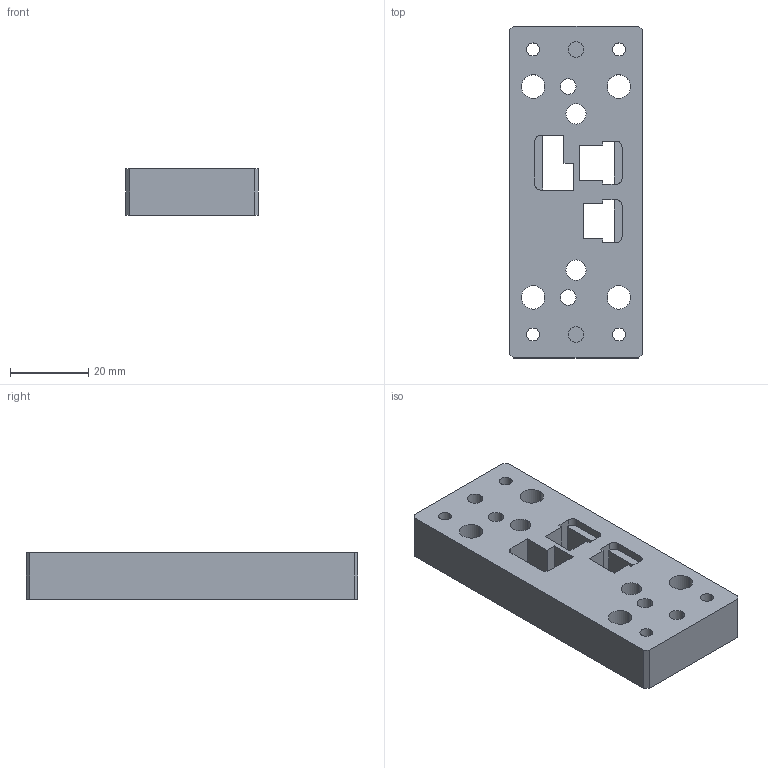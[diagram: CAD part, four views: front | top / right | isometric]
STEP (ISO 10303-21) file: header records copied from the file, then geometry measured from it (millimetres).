
FILE_DESCRIPTION (( 'STEP AP214' ), '1' );
FILE_NAME ('耀啣7.STEP', '2020-09-30T06:32:35', ( '' ), ( '' ), 'SwSTEP 2.0', 'SolidWorks 2019', '' );
FILE_SCHEMA (( 'AUTOMOTIVE_DESIGN' ));
Length unit declared in the file: millimetre
Products named in the file (1): 耀啣7
Bounding box: 34 x 85 x 12 mm (x, y, z)
Volume: 28107.6 mm3; surface area: 11582.6 mm2
Topology: 1 solids, 1 shells, 92 faces, 246 edges, 164 vertices
Faces by surface type: cylinder 46, plane 46
Entity records: 3084 total; most frequent: DIRECTION 524, CARTESIAN_POINT 503, ORIENTED_EDGE 492, EDGE_CURVE 246, AXIS2_PLACEMENT_3D 185, VERTEX_POINT 164, VECTOR 154, LINE 154
